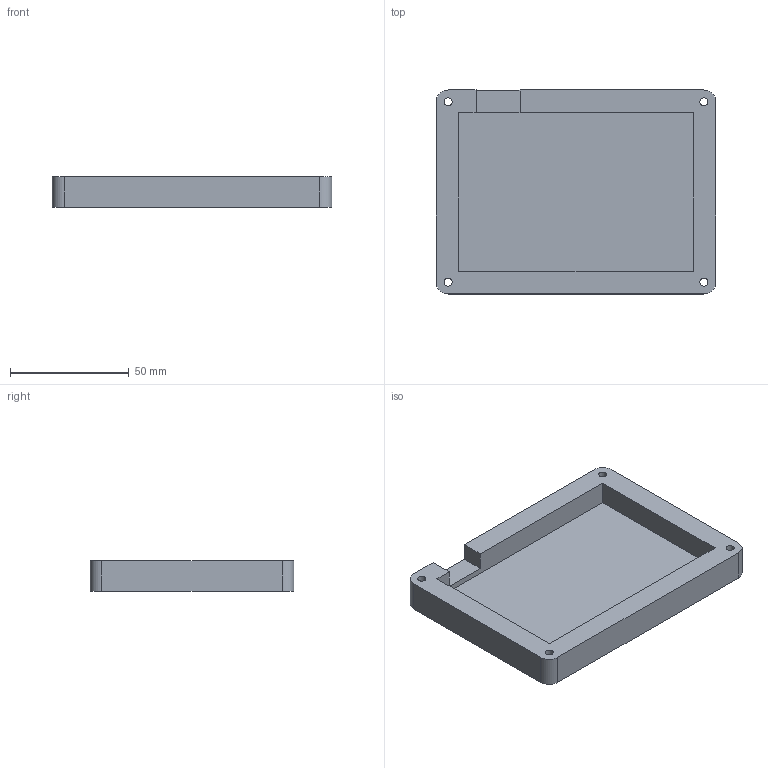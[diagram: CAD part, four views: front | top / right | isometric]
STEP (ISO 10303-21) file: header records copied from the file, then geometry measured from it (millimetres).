
FILE_DESCRIPTION(/* description */ (''),/* implementation_level */ '2;1');
FILE_NAME(/* name */ '5b1af1f4-9e8e-4fbd-a25b-ba385e4bdf28.stp',/* time_stamp */ '2025-12-16T15:09:37Z',/* author */ (''),/* organization */ (''),/* preprocessor_version */ 'ST-DEVELOPER v20.1',/* originating_system */ 'Autodesk Translation Framework v14.24.0.0',/* authorisation */ '');
FILE_SCHEMA (('AUTOMOTIVE_DESIGN { 1 0 10303 214 3 1 1 }'));
Length unit declared in the file: millimetre
Products named in the file (2): 2025-12-16-14-36-48-080; 2025-12-16-14-40-32-478
Assembly tree (1 placements, depth 2):
  2025-12-16-14-36-48-080
    2025-12-16-14-40-32-478
Bounding box: 117.63 x 85.82 x 13 mm (x, y, z)
Volume: 63006.1 mm3; surface area: 29137.9 mm2
Topology: 1 solids, 1 shells, 334 faces, 918 edges, 612 vertices
Faces by surface type: bspline 184, plane 138, cylinder 12
Full cylindrical faces by diameter (mm): 3.4 x4, 6 x4
Entity records: 12315 total; most frequent: CARTESIAN_POINT 4995, ORIENTED_EDGE 1836, EDGE_CURVE 918, DIRECTION 880, VERTEX_POINT 612, LINE 526, VECTOR 526, B_SPLINE_CURVE_WITH_KNOTS 368
